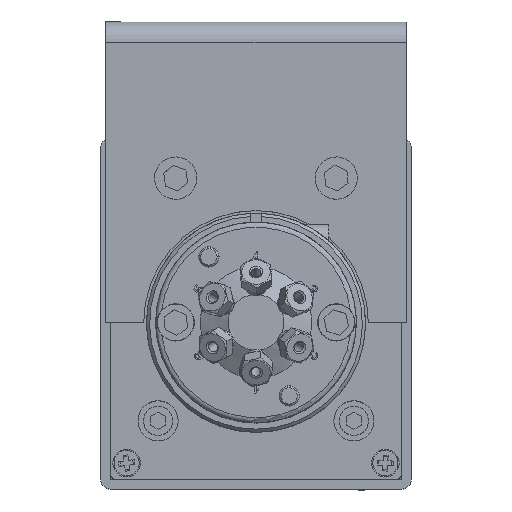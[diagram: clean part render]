
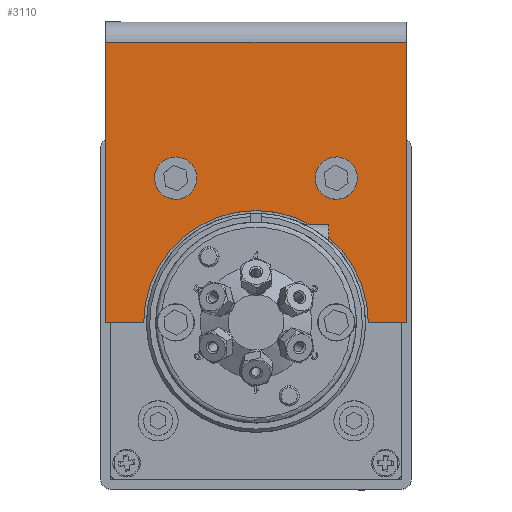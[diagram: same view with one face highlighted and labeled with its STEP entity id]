
A CAD part, top view. The second image highlights one B-rep face of the part: STEP entity #3110.
In plain terms, the highlighted planar face has unit normal (0, 0, 1).
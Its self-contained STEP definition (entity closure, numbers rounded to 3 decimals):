
#2737=CARTESIAN_POINT('',(3.175,20.955,24.526));
#2738=VERTEX_POINT('',#2737);
#2745=CARTESIAN_POINT('',(-2.857,20.955,24.526));
#2746=VERTEX_POINT('',#2745);
#2747=CARTESIAN_POINT('',(-2.857,20.955,24.526));
#2748=DIRECTION('',(1.0,0.0,0.0));
#2749=VECTOR('',#2748,6.032);
#2750=LINE('',#2747,#2749);
#2751=EDGE_CURVE('',#2746,#2738,#2750,.T.);
#2785=CARTESIAN_POINT('',(38.735,20.955,24.526));
#2786=VERTEX_POINT('',#2785);
#2793=CARTESIAN_POINT('',(20.955,20.955,24.526));
#2794=DIRECTION('',(0.0,0.0,-1.0));
#2795=DIRECTION('',(-1.0,0.0,0.0));
#2796=AXIS2_PLACEMENT_3D('',#2793,#2794,#2795);
#2797=CIRCLE('',#2796,17.78);
#2798=EDGE_CURVE('',#2738,#2786,#2797,.T.);
#2984=CARTESIAN_POINT('',(44.768,20.955,24.526));
#2985=VERTEX_POINT('',#2984);
#2992=CARTESIAN_POINT('',(38.735,20.955,24.526));
#2993=DIRECTION('',(1.0,0.0,0.0));
#2994=VECTOR('',#2993,6.033);
#2995=LINE('',#2992,#2994);
#2996=EDGE_CURVE('',#2786,#2985,#2995,.T.);
#3056=CARTESIAN_POINT('',(-2.857,20.955,24.526));
#3057=DIRECTION('',(0.0,0.0,1.0));
#3058=DIRECTION('',(-1.0,0.0,0.0));
#3059=AXIS2_PLACEMENT_3D('',#3056,#3057,#3058);
#3060=PLANE('',#3059);
#3061=CARTESIAN_POINT('',(-2.857,65.405,24.526));
#3062=VERTEX_POINT('',#3061);
#3063=CARTESIAN_POINT('',(44.768,65.405,24.526));
#3064=VERTEX_POINT('',#3063);
#3065=CARTESIAN_POINT('',(-2.857,65.405,24.526));
#3066=DIRECTION('',(1.0,0.0,0.0));
#3067=VECTOR('',#3066,47.625);
#3068=LINE('',#3065,#3067);
#3069=EDGE_CURVE('',#3062,#3064,#3068,.T.);
#3070=ORIENTED_EDGE('',*,*,#3069,.F.);
#3071=CARTESIAN_POINT('',(-2.857,20.955,24.526));
#3072=DIRECTION('',(0.0,1.0,0.0));
#3073=VECTOR('',#3072,44.45);
#3074=LINE('',#3071,#3073);
#3075=EDGE_CURVE('',#2746,#3062,#3074,.T.);
#3076=ORIENTED_EDGE('',*,*,#3075,.F.);
#3077=ORIENTED_EDGE('',*,*,#2751,.T.);
#3078=ORIENTED_EDGE('',*,*,#2798,.T.);
#3079=ORIENTED_EDGE('',*,*,#2996,.T.);
#3080=CARTESIAN_POINT('',(44.768,20.955,24.526));
#3081=DIRECTION('',(0.0,1.0,0.0));
#3082=VECTOR('',#3081,44.45);
#3083=LINE('',#3080,#3082);
#3084=EDGE_CURVE('',#2985,#3064,#3083,.T.);
#3085=ORIENTED_EDGE('',*,*,#3084,.T.);
#3086=EDGE_LOOP('',(#3070,#3076,#3077,#3078,#3079,#3085));
#3087=FACE_OUTER_BOUND('',#3086,.T.);
#3088=CARTESIAN_POINT('',(31.495,43.866,24.526));
#3089=VERTEX_POINT('',#3088);
#3090=CARTESIAN_POINT('',(33.655,43.866,24.526));
#3091=DIRECTION('',(0.0,0.0,-1.0));
#3092=DIRECTION('',(-1.0,0.0,0.0));
#3093=AXIS2_PLACEMENT_3D('',#3090,#3091,#3092);
#3094=CIRCLE('',#3093,2.16);
#3095=EDGE_CURVE('',#3089,#3089,#3094,.T.);
#3096=ORIENTED_EDGE('',*,*,#3095,.T.);
#3097=EDGE_LOOP('',(#3096));
#3098=FACE_BOUND('',#3097,.T.);
#3099=CARTESIAN_POINT('',(6.095,43.866,24.526));
#3100=VERTEX_POINT('',#3099);
#3101=CARTESIAN_POINT('',(8.255,43.866,24.526));
#3102=DIRECTION('',(0.0,0.0,-1.0));
#3103=DIRECTION('',(-1.0,0.0,0.0));
#3104=AXIS2_PLACEMENT_3D('',#3101,#3102,#3103);
#3105=CIRCLE('',#3104,2.16);
#3106=EDGE_CURVE('',#3100,#3100,#3105,.T.);
#3107=ORIENTED_EDGE('',*,*,#3106,.T.);
#3108=EDGE_LOOP('',(#3107));
#3109=FACE_BOUND('',#3108,.T.);
#3110=ADVANCED_FACE('',(#3087,#3098,#3109),#3060,.T.);
